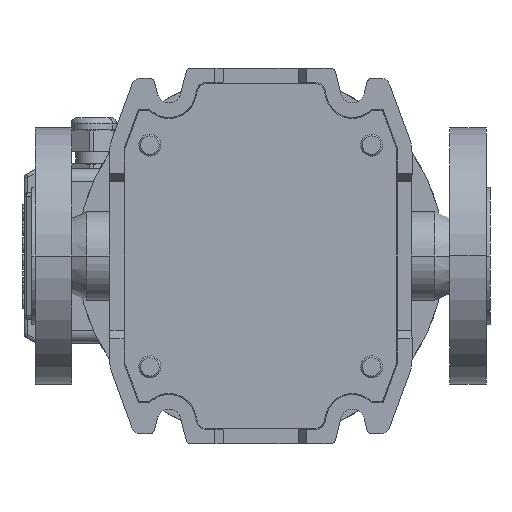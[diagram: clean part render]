
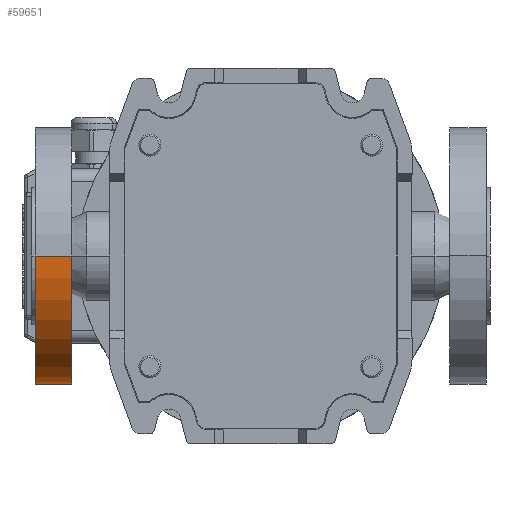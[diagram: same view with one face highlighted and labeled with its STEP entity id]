
A CAD part, front view. The second image highlights one B-rep face of the part: STEP entity #59651.
In plain terms, the highlighted cylindrical face has radius 70 mm (diameter 140 mm), a partial arc.
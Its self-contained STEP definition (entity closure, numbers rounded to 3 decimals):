
#159 = DIRECTION ( 'NONE',  ( 0., 1., 0. ) ) ;
#1461 = VECTOR ( 'NONE', #36158, 1000. ) ;
#2648 = ORIENTED_EDGE ( 'NONE', *, *, #60746, .T. ) ;
#5040 = CYLINDRICAL_SURFACE ( 'NONE', #34217, 70. ) ;
#5043 = CIRCLE ( 'NONE', #19237, 70. ) ;
#6587 = VERTEX_POINT ( 'NONE', #13598 ) ;
#13598 = CARTESIAN_POINT ( 'NONE',  ( 0., 123., -22.5 ) ) ;
#14626 = LINE ( 'NONE', #41962, #1461 ) ;
#15305 = CIRCLE ( 'NONE', #18641, 70. ) ;
#15842 = DIRECTION ( 'NONE',  ( 0., 0., 1. ) ) ;
#16393 = CARTESIAN_POINT ( 'NONE',  ( 0., 103., 117.5 ) ) ;
#18641 = AXIS2_PLACEMENT_3D ( 'NONE', #36381, #159, #20650 ) ;
#19237 = AXIS2_PLACEMENT_3D ( 'NONE', #36385, #62058, #15842 ) ;
#19415 = DIRECTION ( 'NONE',  ( 0., 1., 0. ) ) ;
#20446 = VERTEX_POINT ( 'NONE', #42332 ) ;
#20650 = DIRECTION ( 'NONE',  ( 0., 0., 1. ) ) ;
#21197 = EDGE_CURVE ( 'NONE', #67561, #41806, #5043, .T. ) ;
#22192 = ORIENTED_EDGE ( 'NONE', *, *, #48907, .F. ) ;
#34217 = AXIS2_PLACEMENT_3D ( 'NONE', #66281, #19415, #46092 ) ;
#34260 = DIRECTION ( 'NONE',  ( 0., 1., 0. ) ) ;
#36158 = DIRECTION ( 'NONE',  ( 0., 1., 0. ) ) ;
#36381 = CARTESIAN_POINT ( 'NONE',  ( 0., 123., 47.5 ) ) ;
#36385 = CARTESIAN_POINT ( 'NONE',  ( 0., 103., 47.5 ) ) ;
#38530 = EDGE_CURVE ( 'NONE', #67561, #20446, #44868, .T. ) ;
#41806 = VERTEX_POINT ( 'NONE', #63305 ) ;
#41962 = CARTESIAN_POINT ( 'NONE',  ( 0., 125., -22.5 ) ) ;
#42332 = CARTESIAN_POINT ( 'NONE',  ( 0., 123., 117.5 ) ) ;
#42336 = EDGE_LOOP ( 'NONE', ( #49118, #2648, #22192, #59316 ) ) ;
#44868 = LINE ( 'NONE', #65393, #58229 ) ;
#46092 = DIRECTION ( 'NONE',  ( 0., 0., 1. ) ) ;
#48907 = EDGE_CURVE ( 'NONE', #20446, #6587, #15305, .T. ) ;
#49118 = ORIENTED_EDGE ( 'NONE', *, *, #21197, .T. ) ;
#58229 = VECTOR ( 'NONE', #34260, 1000. ) ;
#59316 = ORIENTED_EDGE ( 'NONE', *, *, #38530, .F. ) ;
#59651 = ADVANCED_FACE ( 'NONE', ( #66620 ), #5040, .T. ) ;
#60746 = EDGE_CURVE ( 'NONE', #41806, #6587, #14626, .T. ) ;
#62058 = DIRECTION ( 'NONE',  ( 0., 1., 0. ) ) ;
#63305 = CARTESIAN_POINT ( 'NONE',  ( 0., 103., -22.5 ) ) ;
#65393 = CARTESIAN_POINT ( 'NONE',  ( 0., 125., 117.5 ) ) ;
#66281 = CARTESIAN_POINT ( 'NONE',  ( 0., 125., 47.5 ) ) ;
#66620 = FACE_OUTER_BOUND ( 'NONE', #42336, .T. ) ;
#67561 = VERTEX_POINT ( 'NONE', #16393 ) ;
